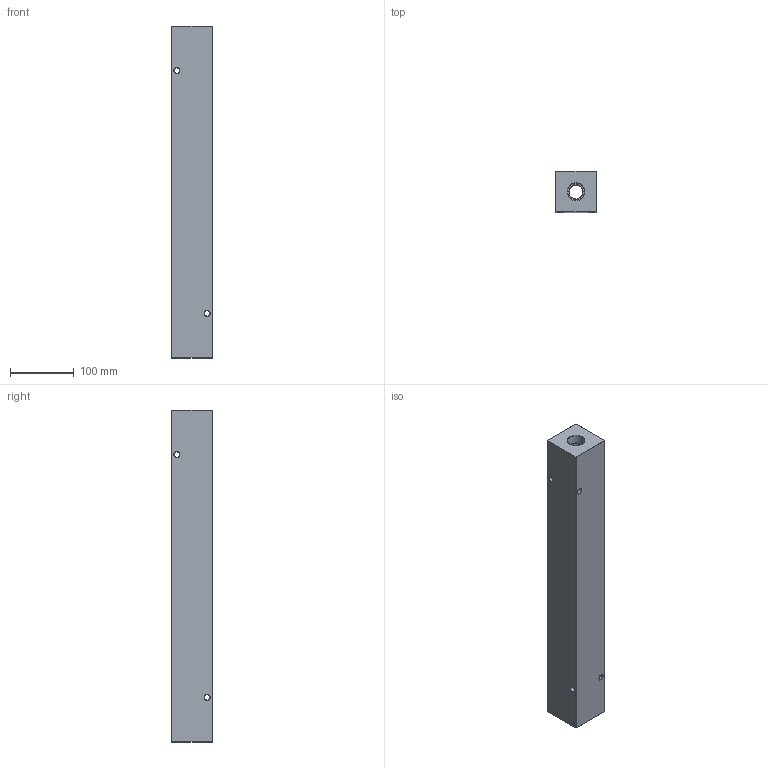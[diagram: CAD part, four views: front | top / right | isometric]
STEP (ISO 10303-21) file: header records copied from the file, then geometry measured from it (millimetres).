
FILE_DESCRIPTION (( 'STEP AP203' ), '1' );
FILE_NAME ('HM-8-90-P-12-8.STEP', '2020-10-30T14:06:58', ( '' ), ( '' ), 'SwSTEP 2.0', 'SolidWorks 2019', '' );
FILE_SCHEMA (( 'CONFIG_CONTROL_DESIGN' ));
Length unit declared in the file: inch
Products named in the file (1): HM-8-90-P-12-8
Bounding box: 63.5 x 63.5 x 520.7 mm (x, y, z)
Volume: 1772043 mm3; surface area: 195235 mm2
Topology: 1 solids, 1 shells, 569 faces, 1496 edges, 976 vertices
Faces by surface type: plane 255, bspline 208, cone 56, cylinder 50
Entity records: 28961 total; most frequent: CARTESIAN_POINT 16226, ORIENTED_EDGE 2992, DIRECTION 1884, EDGE_CURVE 1496, VERTEX_POINT 976, VECTOR 856, LINE 856, EDGE_LOOP 662
